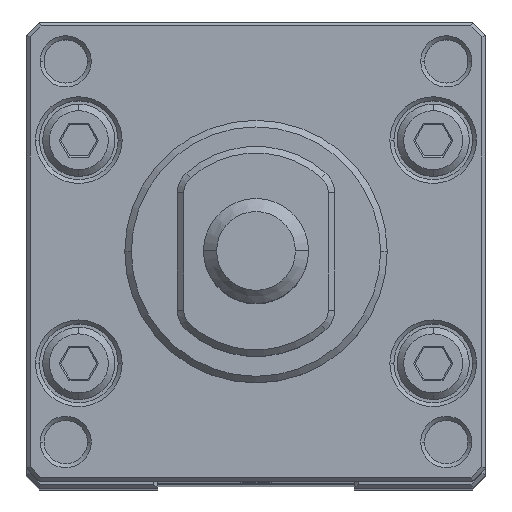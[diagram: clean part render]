
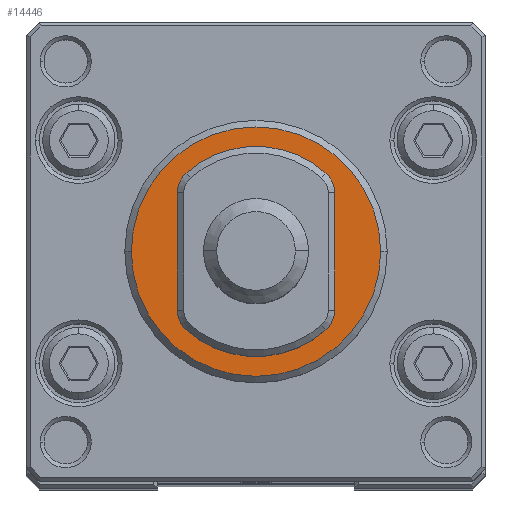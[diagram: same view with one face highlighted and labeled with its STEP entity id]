
A CAD part, top view. The second image highlights one B-rep face of the part: STEP entity #14446.
In plain terms, the highlighted face is planar.
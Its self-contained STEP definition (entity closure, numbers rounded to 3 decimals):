
#102 = VERTEX_POINT ( 'NONE', #130 ) ;
#130 = CARTESIAN_POINT ( 'NONE',  ( 8., 4.472, -6. ) ) ;
#229 = DIRECTION ( 'NONE',  ( 0., 0., 1. ) ) ;
#313 = DIRECTION ( 'NONE',  ( 1., 0., 0. ) ) ;
#952 = DIRECTION ( 'NONE',  ( 0., 0., 1. ) ) ;
#1106 = CARTESIAN_POINT ( 'NONE',  ( 8., 0., 0. ) ) ;
#1435 = CARTESIAN_POINT ( 'NONE',  ( 8., -4.472, -6. ) ) ;
#2990 = CARTESIAN_POINT ( 'NONE',  ( 8., 8., 0. ) ) ;
#3469 = VERTEX_POINT ( 'NONE', #16897 ) ;
#4778 = AXIS2_PLACEMENT_3D ( 'NONE', #16917, #23525, #34554 ) ;
#5554 = VECTOR ( 'NONE', #23321, 1000. ) ;
#5791 = ORIENTED_EDGE ( 'NONE', *, *, #21913, .T. ) ;
#6491 = DIRECTION ( 'NONE',  ( 0., 0., 1. ) ) ;
#7534 = CIRCLE ( 'NONE', #24104, 8. ) ;
#7738 = ORIENTED_EDGE ( 'NONE', *, *, #46123, .T. ) ;
#7970 = CARTESIAN_POINT ( 'NONE',  ( 8., 0., 0. ) ) ;
#8905 = LINE ( 'NONE', #9140, #5554 ) ;
#9140 = CARTESIAN_POINT ( 'NONE',  ( 8., 5.292, -6. ) ) ;
#9148 = EDGE_CURVE ( 'NONE', #43604, #40690, #35795, .T. ) ;
#9258 = DIRECTION ( 'NONE',  ( 1., 0., 0. ) ) ;
#9300 = DIRECTION ( 'NONE',  ( -1., 0., 0. ) ) ;
#10865 = CARTESIAN_POINT ( 'NONE',  ( 8., 0., 0. ) ) ;
#11359 = CARTESIAN_POINT ( 'NONE',  ( 8., 5.963, -5.333 ) ) ;
#11382 = ORIENTED_EDGE ( 'NONE', *, *, #22881, .T. ) ;
#11486 = LINE ( 'NONE', #29151, #29099 ) ;
#11717 = CARTESIAN_POINT ( 'NONE',  ( 8., 4.472, 4. ) ) ;
#12057 = CARTESIAN_POINT ( 'NONE',  ( 8., 0., 9.5 ) ) ;
#12219 = DIRECTION ( 'NONE',  ( -1., 0., 0. ) ) ;
#13055 = DIRECTION ( 'NONE',  ( 0., 0., 1. ) ) ;
#14062 = VERTEX_POINT ( 'NONE', #11359 ) ;
#14446 = ADVANCED_FACE ( 'NONE', ( #31703, #38738 ), #23486, .T. ) ;
#14801 = CARTESIAN_POINT ( 'NONE',  ( 8., -5.963, -5.333 ) ) ;
#15102 = EDGE_LOOP ( 'NONE', ( #11382, #22304 ) ) ;
#15127 = DIRECTION ( 'NONE',  ( 0., -1., 0. ) ) ;
#16217 = EDGE_CURVE ( 'NONE', #46075, #24752, #17150, .T. ) ;
#16897 = CARTESIAN_POINT ( 'NONE',  ( 8., 4.472, 6. ) ) ;
#16917 = CARTESIAN_POINT ( 'NONE',  ( 8., 4.472, -4. ) ) ;
#17150 = CIRCLE ( 'NONE', #19387, 2. ) ;
#18314 = CARTESIAN_POINT ( 'NONE',  ( 8., -4.472, 6. ) ) ;
#19387 = AXIS2_PLACEMENT_3D ( 'NONE', #41530, #9258, #13055 ) ;
#19565 = EDGE_CURVE ( 'NONE', #102, #14062, #39345, .T. ) ;
#19902 = VERTEX_POINT ( 'NONE', #44850 ) ;
#21913 = EDGE_CURVE ( 'NONE', #14062, #19902, #7534, .T. ) ;
#22304 = ORIENTED_EDGE ( 'NONE', *, *, #9148, .T. ) ;
#22739 = CARTESIAN_POINT ( 'NONE',  ( 8., 0., -9.5 ) ) ;
#22881 = EDGE_CURVE ( 'NONE', #40690, #43604, #30153, .T. ) ;
#23321 = DIRECTION ( 'NONE',  ( 0., 1., 0. ) ) ;
#23371 = ORIENTED_EDGE ( 'NONE', *, *, #33256, .T. ) ;
#23486 = PLANE ( 'NONE',  #36488 ) ;
#23525 = DIRECTION ( 'NONE',  ( 1., 0., 0. ) ) ;
#24104 = AXIS2_PLACEMENT_3D ( 'NONE', #10865, #313, #29238 ) ;
#24752 = VERTEX_POINT ( 'NONE', #27839 ) ;
#25176 = EDGE_CURVE ( 'NONE', #44058, #102, #8905, .T. ) ;
#25320 = CIRCLE ( 'NONE', #43345, 2. ) ;
#26066 = DIRECTION ( 'NONE',  ( 0., 0., -1. ) ) ;
#26954 = DIRECTION ( 'NONE',  ( 1., 0., 0. ) ) ;
#27839 = CARTESIAN_POINT ( 'NONE',  ( 8., -5.963, 5.333 ) ) ;
#28011 = EDGE_LOOP ( 'NONE', ( #42158, #29962, #5791, #43956, #23371, #39311, #7738, #39303 ) ) ;
#29099 = VECTOR ( 'NONE', #15127, 1000. ) ;
#29151 = CARTESIAN_POINT ( 'NONE',  ( 8., 5.292, 6. ) ) ;
#29238 = DIRECTION ( 'NONE',  ( 0., 0., -1. ) ) ;
#29962 = ORIENTED_EDGE ( 'NONE', *, *, #19565, .T. ) ;
#30153 = CIRCLE ( 'NONE', #32463, 9.5 ) ;
#30462 = CARTESIAN_POINT ( 'NONE',  ( 8., -4.472, -4. ) ) ;
#30697 = DIRECTION ( 'NONE',  ( 0., 0., 1. ) ) ;
#31402 = DIRECTION ( 'NONE',  ( -1., 0., 0. ) ) ;
#31703 = FACE_OUTER_BOUND ( 'NONE', #15102, .T. ) ;
#32463 = AXIS2_PLACEMENT_3D ( 'NONE', #38214, #31402, #45517 ) ;
#32696 = EDGE_CURVE ( 'NONE', #37953, #44058, #25320, .T. ) ;
#33256 = EDGE_CURVE ( 'NONE', #3469, #46075, #11486, .T. ) ;
#34273 = AXIS2_PLACEMENT_3D ( 'NONE', #7970, #12219, #952 ) ;
#34554 = DIRECTION ( 'NONE',  ( 0., 0., 1. ) ) ;
#34573 = CIRCLE ( 'NONE', #40573, 8. ) ;
#35795 = CIRCLE ( 'NONE', #34273, 9.5 ) ;
#36488 = AXIS2_PLACEMENT_3D ( 'NONE', #2990, #9300, #6491 ) ;
#36914 = DIRECTION ( 'NONE',  ( 1., 0., 0. ) ) ;
#37953 = VERTEX_POINT ( 'NONE', #14801 ) ;
#38214 = CARTESIAN_POINT ( 'NONE',  ( 8., 0., 0. ) ) ;
#38738 = FACE_BOUND ( 'NONE', #28011, .T. ) ;
#38874 = CIRCLE ( 'NONE', #43386, 2. ) ;
#39303 = ORIENTED_EDGE ( 'NONE', *, *, #32696, .T. ) ;
#39311 = ORIENTED_EDGE ( 'NONE', *, *, #16217, .T. ) ;
#39345 = CIRCLE ( 'NONE', #4778, 2. ) ;
#40573 = AXIS2_PLACEMENT_3D ( 'NONE', #1106, #40626, #26066 ) ;
#40626 = DIRECTION ( 'NONE',  ( 1., 0., 0. ) ) ;
#40690 = VERTEX_POINT ( 'NONE', #22739 ) ;
#41530 = CARTESIAN_POINT ( 'NONE',  ( 8., -4.472, 4. ) ) ;
#42158 = ORIENTED_EDGE ( 'NONE', *, *, #25176, .T. ) ;
#42664 = EDGE_CURVE ( 'NONE', #19902, #3469, #38874, .T. ) ;
#43345 = AXIS2_PLACEMENT_3D ( 'NONE', #30462, #26954, #30697 ) ;
#43386 = AXIS2_PLACEMENT_3D ( 'NONE', #11717, #36914, #229 ) ;
#43604 = VERTEX_POINT ( 'NONE', #12057 ) ;
#43956 = ORIENTED_EDGE ( 'NONE', *, *, #42664, .T. ) ;
#44058 = VERTEX_POINT ( 'NONE', #1435 ) ;
#44850 = CARTESIAN_POINT ( 'NONE',  ( 8., 5.963, 5.333 ) ) ;
#45517 = DIRECTION ( 'NONE',  ( 0., 0., 1. ) ) ;
#46075 = VERTEX_POINT ( 'NONE', #18314 ) ;
#46123 = EDGE_CURVE ( 'NONE', #24752, #37953, #34573, .T. ) ;
